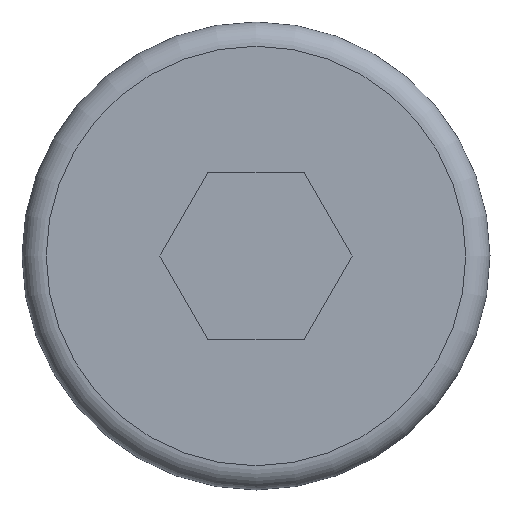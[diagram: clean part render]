
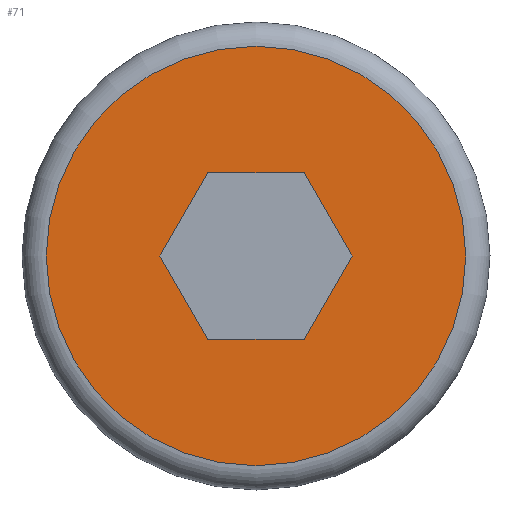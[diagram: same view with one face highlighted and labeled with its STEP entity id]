
A CAD part, left-side view. The second image highlights one B-rep face of the part: STEP entity #71.
In plain terms, the highlighted planar face has unit normal (-1, 0, 0).
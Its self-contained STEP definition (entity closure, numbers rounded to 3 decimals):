
#71 = ADVANCED_FACE( '', ( #150, #151 ), #152, .F. );
#150 = FACE_OUTER_BOUND( '', #233, .T. );
#151 = FACE_BOUND( '', #234, .T. );
#152 = PLANE( '', #235 );
#233 = EDGE_LOOP( '', ( #351 ) );
#234 = EDGE_LOOP( '', ( #352, #353, #354, #355, #356, #357 ) );
#235 = AXIS2_PLACEMENT_3D( '', #358, #359, #360 );
#351 = ORIENTED_EDGE( '', *, *, #421, .F. );
#352 = ORIENTED_EDGE( '', *, *, #441, .F. );
#353 = ORIENTED_EDGE( '', *, *, #451, .F. );
#354 = ORIENTED_EDGE( '', *, *, #410, .F. );
#355 = ORIENTED_EDGE( '', *, *, #434, .F. );
#356 = ORIENTED_EDGE( '', *, *, #438, .F. );
#357 = ORIENTED_EDGE( '', *, *, #429, .F. );
#358 = CARTESIAN_POINT( '', ( 0., 0., 0. ) );
#359 = DIRECTION( '', ( 1., 0., 0. ) );
#360 = DIRECTION( '', ( 0., 0., -1. ) );
#410 = EDGE_CURVE( '', #462, #463, #464, .T. );
#421 = EDGE_CURVE( '', #481, #481, #482, .T. );
#429 = EDGE_CURVE( '', #494, #495, #496, .T. );
#434 = EDGE_CURVE( '', #503, #462, #504, .T. );
#438 = EDGE_CURVE( '', #495, #503, #509, .T. );
#441 = EDGE_CURVE( '', #512, #494, #513, .T. );
#451 = EDGE_CURVE( '', #463, #512, #527, .T. );
#462 = VERTEX_POINT( '', #539 );
#463 = VERTEX_POINT( '', #540 );
#464 = LINE( '', #541, #542 );
#481 = VERTEX_POINT( '', #562 );
#482 = CIRCLE( '', #563, 10.083 );
#494 = VERTEX_POINT( '', #575 );
#495 = VERTEX_POINT( '', #576 );
#496 = LINE( '', #577, #578 );
#503 = VERTEX_POINT( '', #588 );
#504 = LINE( '', #589, #590 );
#509 = LINE( '', #597, #598 );
#512 = VERTEX_POINT( '', #602 );
#513 = LINE( '', #603, #604 );
#527 = LINE( '', #620, #621 );
#539 = CARTESIAN_POINT( '', ( 0., -2.309, -4. ) );
#540 = CARTESIAN_POINT( '', ( 0., -4.619, 0. ) );
#541 = CARTESIAN_POINT( '', ( 0., -3.464, -2. ) );
#542 = VECTOR( '', #633, 1000. );
#562 = CARTESIAN_POINT( '', ( 0., 0., -10.083 ) );
#563 = AXIS2_PLACEMENT_3D( '', #649, #650, #651 );
#575 = CARTESIAN_POINT( '', ( 0., 2.309, 4. ) );
#576 = CARTESIAN_POINT( '', ( 0., 4.619, 0. ) );
#577 = CARTESIAN_POINT( '', ( 0., 3.464, 2. ) );
#578 = VECTOR( '', #664, 1000. );
#588 = CARTESIAN_POINT( '', ( 0., 2.309, -4. ) );
#589 = CARTESIAN_POINT( '', ( 0., 0., -4. ) );
#590 = VECTOR( '', #668, 1000. );
#597 = CARTESIAN_POINT( '', ( 0., 3.464, -2. ) );
#598 = VECTOR( '', #671, 1000. );
#602 = CARTESIAN_POINT( '', ( 0., -2.309, 4. ) );
#603 = CARTESIAN_POINT( '', ( 0., 0., 4. ) );
#604 = VECTOR( '', #673, 1000. );
#620 = CARTESIAN_POINT( '', ( 0., -3.464, 2. ) );
#621 = VECTOR( '', #685, 1000. );
#633 = DIRECTION( '', ( 0., -0.5, 0.866 ) );
#649 = CARTESIAN_POINT( '', ( 0., 0., 0. ) );
#650 = DIRECTION( '', ( 1., 0., 0. ) );
#651 = DIRECTION( '', ( 0., 0., -1. ) );
#664 = DIRECTION( '', ( 0., 0.5, -0.866 ) );
#668 = DIRECTION( '', ( 0., -1., 0. ) );
#671 = DIRECTION( '', ( 0., -0.5, -0.866 ) );
#673 = DIRECTION( '', ( 0., 1., 0. ) );
#685 = DIRECTION( '', ( 0., 0.5, 0.866 ) );
